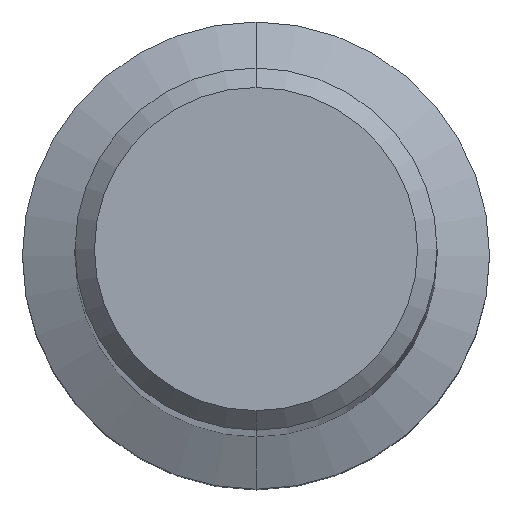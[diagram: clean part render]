
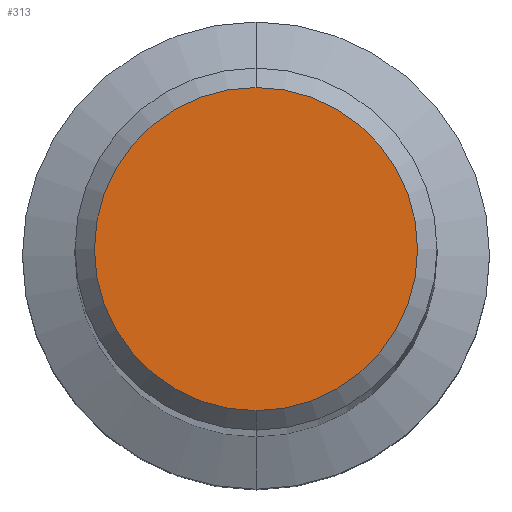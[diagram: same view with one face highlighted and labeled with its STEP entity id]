
A CAD part, top view. The second image highlights one B-rep face of the part: STEP entity #313.
In plain terms, the highlighted planar face has unit normal (0, 0, 1).
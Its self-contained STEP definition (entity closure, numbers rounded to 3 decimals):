
#313=ADVANCED_FACE('',(#685),#686,.T.);
#339=EDGE_CURVE('',#343,#341,#716,.T.);
#341=VERTEX_POINT('',#718);
#343=VERTEX_POINT('',#720);
#497=EDGE_CURVE('',#341,#343,#887,.T.);
#685=FACE_OUTER_BOUND('',#1180,.T.);
#686=PLANE('',#1181);
#716=CIRCLE('',#1234,4.15);
#718=CARTESIAN_POINT('',(0.,-4.15,0.0));
#720=CARTESIAN_POINT('',(0.0,4.15,0.0));
#887=CIRCLE('',#1576,4.15);
#1180=EDGE_LOOP('',(#1819,#1820));
#1181=AXIS2_PLACEMENT_3D('',#1821,#1822,#1823);
#1234=AXIS2_PLACEMENT_3D('',#1862,#1863,#1864);
#1576=AXIS2_PLACEMENT_3D('',#2044,#2045,#2046);
#1819=ORIENTED_EDGE('',*,*,#339,.F.);
#1820=ORIENTED_EDGE('',*,*,#497,.F.);
#1821=CARTESIAN_POINT('',(0.0,2.075,0.0));
#1822=DIRECTION('',(-0.0,0.0,1.0));
#1823=DIRECTION('',(0.0,-1.0,0.0));
#1862=CARTESIAN_POINT('',(0.0,0.0,0.0));
#1863=DIRECTION('',(0.0,0.0,-1.0));
#1864=DIRECTION('',(0.0,1.0,0.0));
#2044=CARTESIAN_POINT('',(0.0,0.0,0.0));
#2045=DIRECTION('',(0.0,0.0,-1.0));
#2046=DIRECTION('',(0.0,1.0,0.0));
